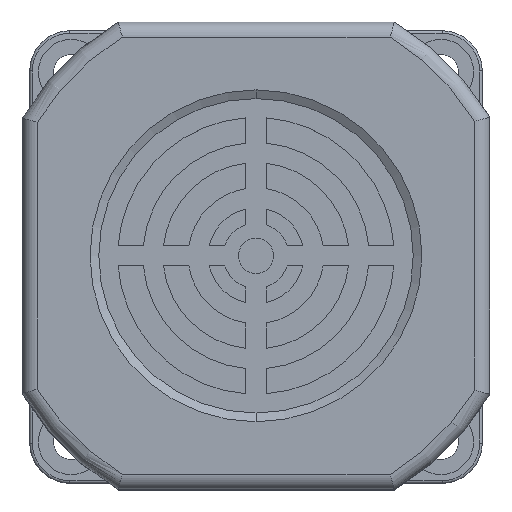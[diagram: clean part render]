
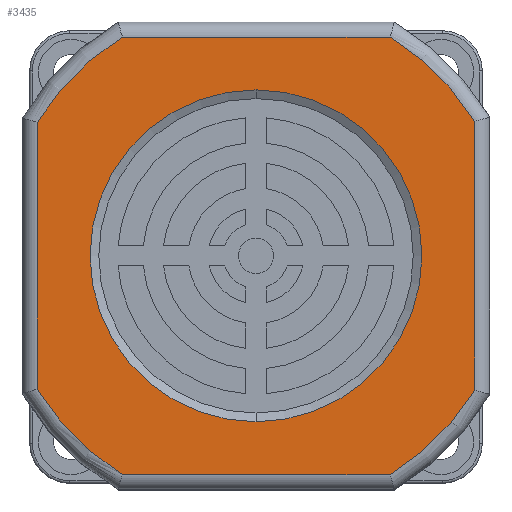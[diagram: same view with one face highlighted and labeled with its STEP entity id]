
A CAD part, top view. The second image highlights one B-rep face of the part: STEP entity #3435.
In plain terms, the highlighted face is planar.
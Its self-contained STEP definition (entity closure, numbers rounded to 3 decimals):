
#53 = CARTESIAN_POINT ( 'NONE',  ( -43.5, 0., 0. ) ) ;
#152 = EDGE_CURVE ( 'NONE', #8710, #7466, #8276, .T. ) ;
#153 = EDGE_CURVE ( 'NONE', #7466, #11666, #8290, .T. ) ;
#178 = EDGE_CURVE ( 'NONE', #11666, #4009, #8178, .T. ) ;
#205 = EDGE_CURVE ( 'NONE', #4009, #5466, #8152, .T. ) ;
#220 = CARTESIAN_POINT ( 'NONE',  ( -26.572, 0., -43.5 ) ) ;
#231 = EDGE_CURVE ( 'NONE', #5466, #3227, #7981, .T. ) ;
#251 = EDGE_CURVE ( 'NONE', #3227, #4413, #7864, .T. ) ;
#254 = EDGE_CURVE ( 'NONE', #4413, #2565, #7848, .T. ) ;
#255 = EDGE_CURVE ( 'NONE', #2565, #8710, #7869, .T. ) ;
#257 = EDGE_CURVE ( 'NONE', #2786, #4557, #7928, .T. ) ;
#534 = CARTESIAN_POINT ( 'NONE',  ( -43.5, 0., -26.54 ) ) ;
#884 = DIRECTION ( 'NONE',  ( 0., 0., 1. ) ) ;
#2565 = VERTEX_POINT ( 'NONE', #8686 ) ;
#2786 = VERTEX_POINT ( 'NONE', #14425 ) ;
#3227 = VERTEX_POINT ( 'NONE', #13161 ) ;
#3333 = DIRECTION ( 'NONE',  ( 0., 0., -1. ) ) ;
#3435 = ADVANCED_FACE ( 'NONE', ( #14224, #14181 ), #5995, .F. ) ;
#3471 = DIRECTION ( 'NONE',  ( 0., -1., 0. ) ) ;
#3616 = CARTESIAN_POINT ( 'NONE',  ( 0., 0., 0. ) ) ;
#3854 = DIRECTION ( 'NONE',  ( 0., 0., 1. ) ) ;
#4009 = VERTEX_POINT ( 'NONE', #11954 ) ;
#4091 = AXIS2_PLACEMENT_3D ( 'NONE', #12122, #4296, #13379 ) ;
#4296 = DIRECTION ( 'NONE',  ( 0., -1., 0. ) ) ;
#4342 = CARTESIAN_POINT ( 'NONE',  ( 26.673, 0., 43.5 ) ) ;
#4413 = VERTEX_POINT ( 'NONE', #4342 ) ;
#4557 = VERTEX_POINT ( 'NONE', #15181 ) ;
#4760 = DIRECTION ( 'NONE',  ( 0., -1., 0. ) ) ;
#4954 = CIRCLE ( 'NONE', #4091, 33. ) ;
#5466 = VERTEX_POINT ( 'NONE', #7042 ) ;
#5587 = ORIENTED_EDGE ( 'NONE', *, *, #152, .T. ) ;
#5624 = ORIENTED_EDGE ( 'NONE', *, *, #153, .T. ) ;
#5639 = ORIENTED_EDGE ( 'NONE', *, *, #178, .T. ) ;
#5686 = ORIENTED_EDGE ( 'NONE', *, *, #205, .T. ) ;
#5730 = ORIENTED_EDGE ( 'NONE', *, *, #231, .T. ) ;
#5744 = ORIENTED_EDGE ( 'NONE', *, *, #251, .T. ) ;
#5758 = CARTESIAN_POINT ( 'NONE',  ( 0.05, 0., 0. ) ) ;
#5834 = ORIENTED_EDGE ( 'NONE', *, *, #254, .T. ) ;
#5898 = ORIENTED_EDGE ( 'NONE', *, *, #255, .T. ) ;
#5915 = ORIENTED_EDGE ( 'NONE', *, *, #257, .F. ) ;
#5939 = AXIS2_PLACEMENT_3D ( 'NONE', #3616, #3471, #3333 ) ;
#5962 = ORIENTED_EDGE ( 'NONE', *, *, #6648, .F. ) ;
#5995 = PLANE ( 'NONE',  #12409 ) ;
#6048 = AXIS2_PLACEMENT_3D ( 'NONE', #6575, #6233, #6377 ) ;
#6233 = DIRECTION ( 'NONE',  ( 0., -1., 0. ) ) ;
#6377 = DIRECTION ( 'NONE',  ( 0., 0., 1. ) ) ;
#6575 = CARTESIAN_POINT ( 'NONE',  ( 0.05, 0., 0. ) ) ;
#6648 = EDGE_CURVE ( 'NONE', #4557, #2786, #4954, .T. ) ;
#6963 = CARTESIAN_POINT ( 'NONE',  ( 0.05, 0., 43.5 ) ) ;
#7042 = CARTESIAN_POINT ( 'NONE',  ( 43.5, 0., -26.705 ) ) ;
#7214 = DIRECTION ( 'NONE',  ( -1., 0., 0. ) ) ;
#7260 = EDGE_LOOP ( 'NONE', ( #5587, #5624, #5639, #5686, #5730, #5744, #5834, #5898 ) ) ;
#7306 = CARTESIAN_POINT ( 'NONE',  ( 0.05, 0., 0. ) ) ;
#7466 = VERTEX_POINT ( 'NONE', #534 ) ;
#7588 = EDGE_LOOP ( 'NONE', ( #5915, #5962 ) ) ;
#7848 = LINE ( 'NONE', #6963, #7884 ) ;
#7864 = CIRCLE ( 'NONE', #6048, 51. ) ;
#7869 = CIRCLE ( 'NONE', #10317, 51. ) ;
#7884 = VECTOR ( 'NONE', #7214, 1000. ) ;
#7914 = VECTOR ( 'NONE', #10406, 1000. ) ;
#7928 = CIRCLE ( 'NONE', #5939, 33. ) ;
#7981 = LINE ( 'NONE', #9822, #7914 ) ;
#8098 = VECTOR ( 'NONE', #13434, 1000. ) ;
#8152 = CIRCLE ( 'NONE', #12179, 51. ) ;
#8178 = LINE ( 'NONE', #12903, #8098 ) ;
#8223 = VECTOR ( 'NONE', #16192, 1000. ) ;
#8276 = LINE ( 'NONE', #53, #8223 ) ;
#8290 = CIRCLE ( 'NONE', #10345, 51. ) ;
#8686 = CARTESIAN_POINT ( 'NONE',  ( -26.572, 0., 43.5 ) ) ;
#8710 = VERTEX_POINT ( 'NONE', #13686 ) ;
#9822 = CARTESIAN_POINT ( 'NONE',  ( 43.5, 0., 0. ) ) ;
#10317 = AXIS2_PLACEMENT_3D ( 'NONE', #5758, #4760, #3854 ) ;
#10345 = AXIS2_PLACEMENT_3D ( 'NONE', #15279, #15717, #14750 ) ;
#10406 = DIRECTION ( 'NONE',  ( 0., 0., 1. ) ) ;
#11666 = VERTEX_POINT ( 'NONE', #220 ) ;
#11954 = CARTESIAN_POINT ( 'NONE',  ( 26.673, 0., -43.5 ) ) ;
#11995 = CARTESIAN_POINT ( 'NONE',  ( 0.05, 0., 0. ) ) ;
#12122 = CARTESIAN_POINT ( 'NONE',  ( 0., 0., 0. ) ) ;
#12179 = AXIS2_PLACEMENT_3D ( 'NONE', #11995, #12230, #12249 ) ;
#12230 = DIRECTION ( 'NONE',  ( 0., -1., 0. ) ) ;
#12249 = DIRECTION ( 'NONE',  ( 0., 0., 1. ) ) ;
#12409 = AXIS2_PLACEMENT_3D ( 'NONE', #7306, #14810, #884 ) ;
#12903 = CARTESIAN_POINT ( 'NONE',  ( 0.05, 0., -43.5 ) ) ;
#13161 = CARTESIAN_POINT ( 'NONE',  ( 43.5, 0., 26.705 ) ) ;
#13379 = DIRECTION ( 'NONE',  ( 0., 0., -1. ) ) ;
#13434 = DIRECTION ( 'NONE',  ( 1., 0., 0. ) ) ;
#13686 = CARTESIAN_POINT ( 'NONE',  ( -43.5, 0., 26.54 ) ) ;
#14181 = FACE_BOUND ( 'NONE', #7588, .T. ) ;
#14224 = FACE_OUTER_BOUND ( 'NONE', #7260, .T. ) ;
#14425 = CARTESIAN_POINT ( 'NONE',  ( 0., 0., -33. ) ) ;
#14750 = DIRECTION ( 'NONE',  ( 0., 0., 1. ) ) ;
#14810 = DIRECTION ( 'NONE',  ( 0., 1., 0. ) ) ;
#15181 = CARTESIAN_POINT ( 'NONE',  ( 0., 0., 33. ) ) ;
#15279 = CARTESIAN_POINT ( 'NONE',  ( 0.05, 0., 0. ) ) ;
#15717 = DIRECTION ( 'NONE',  ( 0., -1., 0. ) ) ;
#16192 = DIRECTION ( 'NONE',  ( 0., 0., -1. ) ) ;
